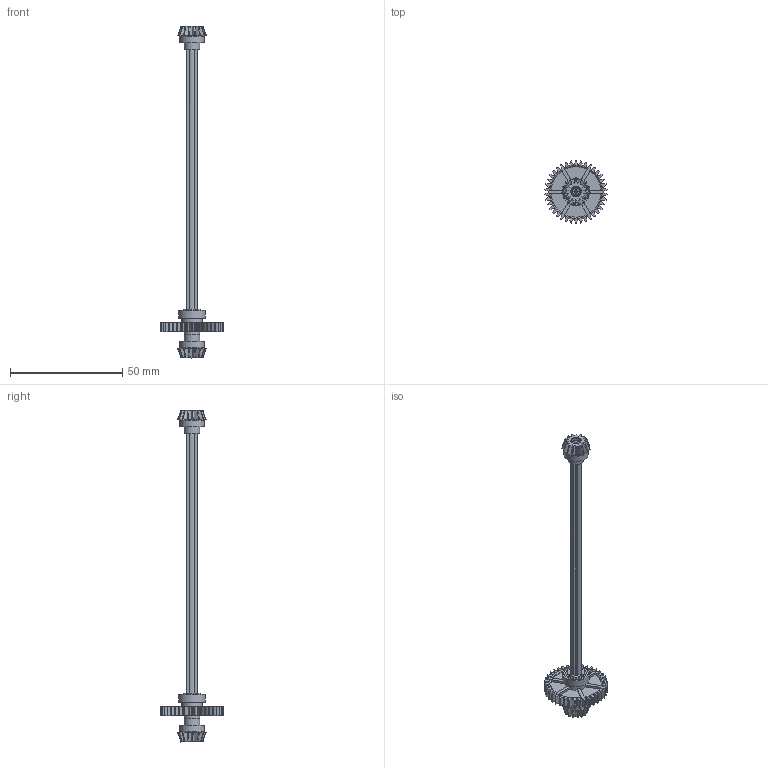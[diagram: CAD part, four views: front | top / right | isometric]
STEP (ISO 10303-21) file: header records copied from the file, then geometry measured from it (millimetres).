
FILE_DESCRIPTION(/* description */ (''),/* implementation_level */ '2;1');
FILE_NAME(/* name */ 'Central_shaft_assembly_v1.step',/* time_stamp */ '2022-03-24T12:39:59+04:00',/* author */ (''),/* organization */ (''),/* preprocessor_version */ 'ST-DEVELOPER v18.1',/* originating_system */ 'Autodesk Translation Framework v10.13.0.1454',/* authorisation */ '');
FILE_SCHEMA (('AUTOMOTIVE_DESIGN { 1 0 10303 214 3 1 1 }'));
Length unit declared in the file: millimetre
Products named in the file (10): Central shaft assembly; Central shaft v5; Reduktion gear v2; Differential ring bevel gear pinion v2; Bearing 8x12x3.5 v2; Bearing 7x11x3 v2; Bearing 7x11x3 v2 (1); Tapping screw 2.6x6 v2; Tapping screw 2.6x6 v2 (1); Differential ring bevel gear pinion v2 (1)
Assembly tree (9 placements, depth 2):
  Central shaft assembly
    Central shaft v5
    Reduktion gear v2
    Differential ring bevel gear pinion v2
    Bearing 8x12x3.5 v2
    Bearing 7x11x3 v2
    Bearing 7x11x3 v2 (1)
    Tapping screw 2.6x6 v2
    Tapping screw 2.6x6 v2 (1)
    Differential ring bevel gear pinion v2 (1)
Bounding box: 27.93 x 28 x 148.15 mm (x, y, z)
Volume: 5373.7 mm3; surface area: 7855 mm2
Topology: 9 solids, 9 shells, 506 faces, 1338 edges, 890 vertices
Faces by surface type: plane 211, cylinder 183, bspline 94, cone 14, torus 4
Full cylindrical faces by diameter (mm): 1.85 x10, 2.2 x2, 3 x2, 3.9 x2, 4.3 x2, 5.1 x1, 5.15 x2, 5.2 x1, 6.83 x1, 7 x4, 8 x6, 9 x2, 9.2 x1, 10 x4, 11 x4, 12 x1
Entity records: 21783 total; most frequent: CARTESIAN_POINT 9127, ORIENTED_EDGE 2676, DIRECTION 2466, EDGE_CURVE 1338, AXIS2_PLACEMENT_3D 909, VERTEX_POINT 890, LINE 648, VECTOR 648
